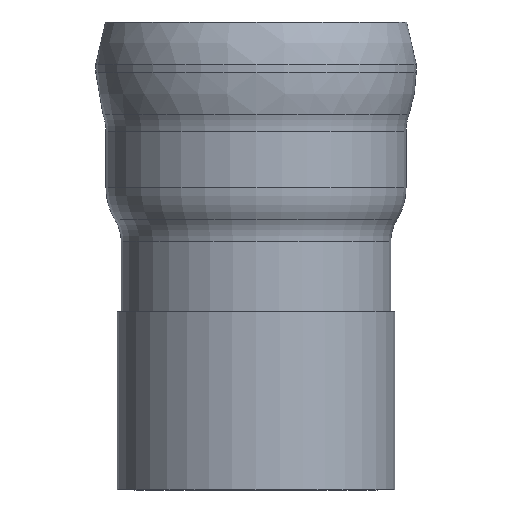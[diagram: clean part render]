
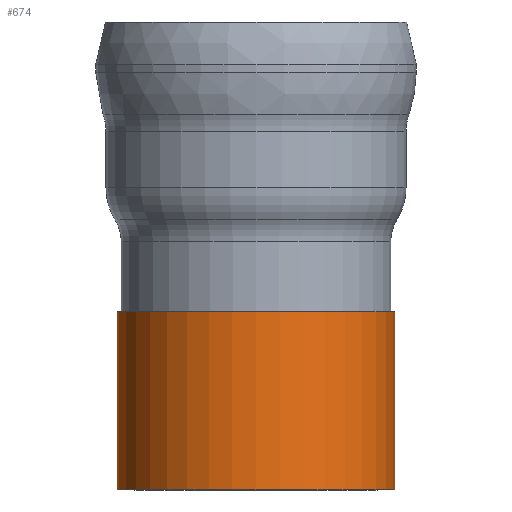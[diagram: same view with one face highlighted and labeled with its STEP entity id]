
A CAD part, front view. The second image highlights one B-rep face of the part: STEP entity #674.
In plain terms, the highlighted cylindrical face has radius 272.5 mm (diameter 545 mm), a full revolution.
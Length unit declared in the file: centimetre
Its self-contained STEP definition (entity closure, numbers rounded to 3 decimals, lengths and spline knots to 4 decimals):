
#32=CYLINDRICAL_SURFACE('',#749,27.25);
#63=LINE('',#1166,#95);
#95=VECTOR('',#940,27.25);
#157=FACE_OUTER_BOUND('',#204,.T.);
#204=EDGE_LOOP('',(#547,#548,#549,#550));
#224=CIRCLE('',#697,27.25);
#250=CIRCLE('',#748,27.25);
#291=VERTEX_POINT('',#1062);
#317=VERTEX_POINT('',#1163);
#348=EDGE_CURVE('',#291,#291,#224,.T.);
#398=EDGE_CURVE('',#317,#317,#250,.T.);
#399=EDGE_CURVE('',#291,#317,#63,.T.);
#547=ORIENTED_EDGE('',*,*,#348,.F.);
#548=ORIENTED_EDGE('',*,*,#399,.T.);
#549=ORIENTED_EDGE('',*,*,#398,.T.);
#550=ORIENTED_EDGE('',*,*,#399,.F.);
#674=ADVANCED_FACE('',(#157),#32,.T.);
#697=AXIS2_PLACEMENT_3D('',#1063,#810,#811);
#748=AXIS2_PLACEMENT_3D('',#1164,#936,#937);
#749=AXIS2_PLACEMENT_3D('',#1165,#938,#939);
#810=DIRECTION('center_axis',(0.,0.,-1.));
#811=DIRECTION('ref_axis',(1.,0.,0.));
#936=DIRECTION('center_axis',(0.,0.,-1.));
#937=DIRECTION('ref_axis',(1.,0.,0.));
#938=DIRECTION('center_axis',(0.,0.,-1.));
#939=DIRECTION('ref_axis',(1.,0.,0.));
#940=DIRECTION('',(0.,0.,1.));
#1062=CARTESIAN_POINT('',(133.631,170.4886,-46.0024));
#1063=CARTESIAN_POINT('Origin',(160.881,170.4886,-46.0024));
#1163=CARTESIAN_POINT('',(133.631,170.4886,-11.0024));
#1164=CARTESIAN_POINT('Origin',(160.881,170.4886,-11.0024));
#1165=CARTESIAN_POINT('Origin',(160.881,170.4886,-28.5024));
#1166=CARTESIAN_POINT('',(133.631,170.4886,-28.5024));
